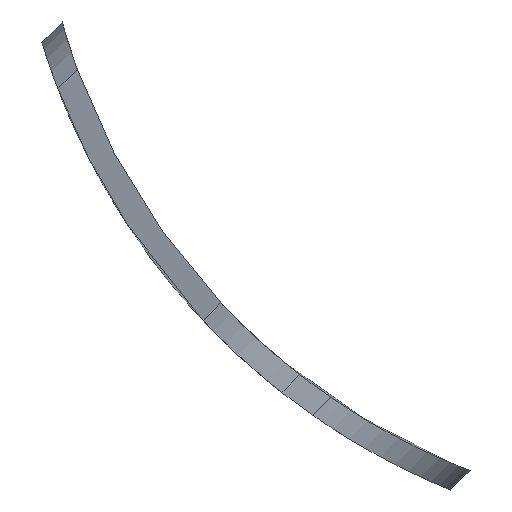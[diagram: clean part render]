
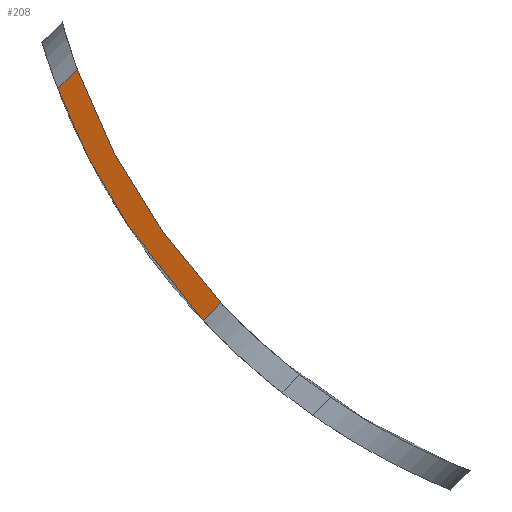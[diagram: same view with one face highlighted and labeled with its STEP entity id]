
A CAD part, front view. The second image highlights one B-rep face of the part: STEP entity #208.
In plain terms, the highlighted planar face has unit normal (-0.5, -0.707, 0.5).
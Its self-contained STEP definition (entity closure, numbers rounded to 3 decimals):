
#20 = ORIENTED_EDGE ( 'NONE', *, *, #177, .F. ) ;
#39 =( BOUNDED_CURVE ( )  B_SPLINE_CURVE ( 3, ( #335, #62, #435, #341 ),
 .UNSPECIFIED., .F., .T. ) 
 B_SPLINE_CURVE_WITH_KNOTS ( ( 4, 4 ),
 ( 1.601, 2.009 ),
 .UNSPECIFIED. ) 
 CURVE ( )  GEOMETRIC_REPRESENTATION_ITEM ( )  RATIONAL_B_SPLINE_CURVE ( ( 1., 0.986, 0.986, 1. ) ) 
 REPRESENTATION_ITEM ( '' )  );
#47 = CARTESIAN_POINT ( 'NONE',  ( -56.167, 27.385, -39.966 ) ) ;
#57 =( BOUNDED_CURVE ( )  B_SPLINE_CURVE ( 3, ( #317, #415, #463, #47 ),
 .UNSPECIFIED., .F., .F. ) 
 B_SPLINE_CURVE_WITH_KNOTS ( ( 4, 4 ),
 ( 4.742, 5.134 ),
 .UNSPECIFIED. ) 
 CURVE ( )  GEOMETRIC_REPRESENTATION_ITEM ( )  RATIONAL_B_SPLINE_CURVE ( ( 1., 0.987, 0.987, 1. ) ) 
 REPRESENTATION_ITEM ( '' )  );
#62 = CARTESIAN_POINT ( 'NONE',  ( -52.199, 20.449, -45.807 ) ) ;
#73 = VERTEX_POINT ( 'NONE', #148 ) ;
#86 = ORIENTED_EDGE ( 'NONE', *, *, #340, .F. ) ;
#148 = CARTESIAN_POINT ( 'NONE',  ( -50.376, 16.757, -49.205 ) ) ;
#151 = AXIS2_PLACEMENT_3D ( 'NONE', #300, #211, #489 ) ;
#159 = ORIENTED_EDGE ( 'NONE', *, *, #511, .T. ) ;
#162 = FACE_OUTER_BOUND ( 'NONE', #439, .T. ) ;
#177 = EDGE_CURVE ( 'NONE', #355, #73, #477, .T. ) ;
#188 = CARTESIAN_POINT ( 'NONE',  ( 52.041, 27.385, 68.242 ) ) ;
#207 = ORIENTED_EDGE ( 'NONE', *, *, #367, .T. ) ;
#208 = ADVANCED_FACE ( 'NONE', ( #162 ), #346, .T. ) ;
#211 = DIRECTION ( 'NONE',  ( -0.5, -0.707, 0.5 ) ) ;
#229 = CARTESIAN_POINT ( 'NONE',  ( -49.669, 16.757, -48.497 ) ) ;
#284 = LINE ( 'NONE', #188, #474 ) ;
#286 = VECTOR ( 'NONE', #441, 1000. ) ;
#293 = CARTESIAN_POINT ( 'NONE',  ( -56.167, 27.385, -39.966 ) ) ;
#300 = CARTESIAN_POINT ( 'NONE',  ( 59.555, 16.757, 60.727 ) ) ;
#317 = CARTESIAN_POINT ( 'NONE',  ( -50.376, 16.757, -49.205 ) ) ;
#323 = DIRECTION ( 'NONE',  ( -0.707, 0., -0.707 ) ) ;
#335 = CARTESIAN_POINT ( 'NONE',  ( -49.669, 16.757, -48.497 ) ) ;
#340 = EDGE_CURVE ( 'NONE', #73, #456, #57, .T. ) ;
#341 = CARTESIAN_POINT ( 'NONE',  ( -55.389, 27.385, -39.188 ) ) ;
#346 = PLANE ( 'NONE',  #151 ) ;
#351 = VERTEX_POINT ( 'NONE', #504 ) ;
#355 = VERTEX_POINT ( 'NONE', #229 ) ;
#367 = EDGE_CURVE ( 'NONE', #351, #456, #284, .T. ) ;
#415 = CARTESIAN_POINT ( 'NONE',  ( -52.901, 20.437, -46.525 ) ) ;
#435 = CARTESIAN_POINT ( 'NONE',  ( -54.132, 24.041, -42.66 ) ) ;
#439 = EDGE_LOOP ( 'NONE', ( #20, #159, #207, #86 ) ) ;
#441 = DIRECTION ( 'NONE',  ( -0.707, 0., -0.707 ) ) ;
#456 = VERTEX_POINT ( 'NONE', #293 ) ;
#463 = CARTESIAN_POINT ( 'NONE',  ( -54.856, 24.026, -43.406 ) ) ;
#474 = VECTOR ( 'NONE', #323, 1000. ) ;
#477 = LINE ( 'NONE', #582, #286 ) ;
#489 = DIRECTION ( 'NONE',  ( 0., -0.577, -0.816 ) ) ;
#504 = CARTESIAN_POINT ( 'NONE',  ( -55.389, 27.385, -39.188 ) ) ;
#511 = EDGE_CURVE ( 'NONE', #355, #351, #39, .T. ) ;
#582 = CARTESIAN_POINT ( 'NONE',  ( 59.555, 16.757, 60.727 ) ) ;
